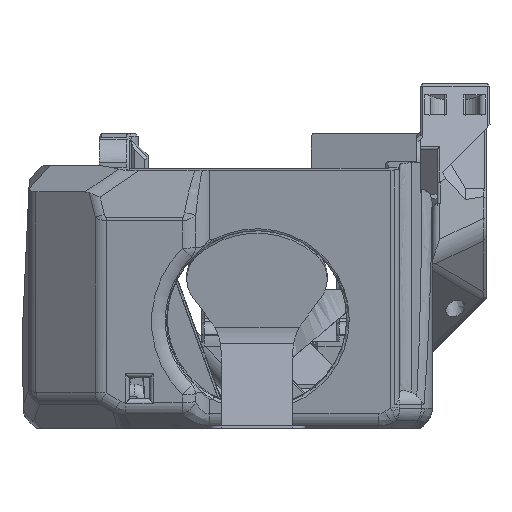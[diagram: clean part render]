
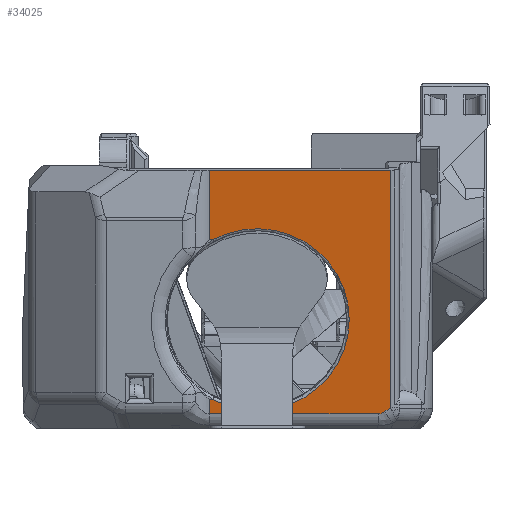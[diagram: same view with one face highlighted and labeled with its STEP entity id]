
A CAD part, left-side view. The second image highlights one B-rep face of the part: STEP entity #34025.
In plain terms, the highlighted planar face has unit normal (-0.985, 0, -0.174).
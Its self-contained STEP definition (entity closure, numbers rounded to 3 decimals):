
#965=ELLIPSE('',#36552,3.203,2.);
#1321=CIRCLE('',#35769,14.4);
#2424=B_SPLINE_CURVE_WITH_KNOTS('',3,(#55412,#55413,#55414,#55415),
 .UNSPECIFIED.,.F.,.F.,(4,4),(0.001,0.001),
 .UNSPECIFIED.);
#2446=B_SPLINE_CURVE_WITH_KNOTS('',3,(#55960,#55961,#55962,#55963),
 .UNSPECIFIED.,.F.,.F.,(4,4),(0.001,0.001),
 .UNSPECIFIED.);
#6267=ORIENTED_EDGE('',*,*,#15329,.T.);
#6268=ORIENTED_EDGE('',*,*,#13952,.T.);
#6269=ORIENTED_EDGE('',*,*,#15525,.T.);
#6270=ORIENTED_EDGE('',*,*,#15526,.T.);
#6271=ORIENTED_EDGE('',*,*,#15527,.T.);
#6272=ORIENTED_EDGE('',*,*,#15528,.F.);
#6273=ORIENTED_EDGE('',*,*,#15529,.F.);
#6274=ORIENTED_EDGE('',*,*,#15530,.F.);
#6275=ORIENTED_EDGE('',*,*,#15312,.F.);
#6276=ORIENTED_EDGE('',*,*,#15327,.T.);
#13952=EDGE_CURVE('',#19072,#19073,#1321,.T.);
#15312=EDGE_CURVE('',#20001,#20002,#22972,.T.);
#15327=EDGE_CURVE('',#20001,#20011,#22980,.F.);
#15329=EDGE_CURVE('',#20011,#19072,#2424,.F.);
#15525=EDGE_CURVE('',#19073,#20138,#2446,.T.);
#15526=EDGE_CURVE('',#20138,#20139,#23096,.F.);
#15527=EDGE_CURVE('',#20139,#20140,#23097,.T.);
#15528=EDGE_CURVE('',#20141,#20140,#965,.F.);
#15529=EDGE_CURVE('',#20142,#20141,#23098,.T.);
#15530=EDGE_CURVE('',#20002,#20142,#23099,.F.);
#19072=VERTEX_POINT('',#48614);
#19073=VERTEX_POINT('',#48615);
#20001=VERTEX_POINT('',#55346);
#20002=VERTEX_POINT('',#55348);
#20011=VERTEX_POINT('',#55384);
#20138=VERTEX_POINT('',#55964);
#20139=VERTEX_POINT('',#55966);
#20140=VERTEX_POINT('',#55968);
#20141=VERTEX_POINT('',#55970);
#20142=VERTEX_POINT('',#55972);
#22972=LINE('',#55347,#26035);
#22980=LINE('',#55385,#26043);
#23096=LINE('',#55965,#26159);
#23097=LINE('',#55967,#26160);
#23098=LINE('',#55971,#26161);
#23099=LINE('',#55973,#26162);
#26035=VECTOR('',#41224,1000.);
#26043=VECTOR('',#41250,1000.);
#26159=VECTOR('',#41588,1000.);
#26160=VECTOR('',#41589,1000.);
#26161=VECTOR('',#41592,1000.);
#26162=VECTOR('',#41593,1000.);
#28766=EDGE_LOOP('',(#6267,#6268,#6269,#6270,#6271,#6272,#6273,#6274,#6275,
#6276));
#30868=FACE_BOUND('',#28766,.T.);
#32595=PLANE('',#36551);
#34025=ADVANCED_FACE('',(#30868),#32595,.F.);
#35769=AXIS2_PLACEMENT_3D('',#48613,#39228,#39229);
#36551=AXIS2_PLACEMENT_3D('',#55959,#41586,#41587);
#36552=AXIS2_PLACEMENT_3D('',#55969,#41590,#41591);
#39228=DIRECTION('',(0.985,0.,0.174));
#39229=DIRECTION('',(0.174,0.,-0.985));
#41224=DIRECTION('',(0.,-1.,0.));
#41250=DIRECTION('',(-0.174,0.,0.985));
#41586=DIRECTION('',(0.985,0.,0.174));
#41587=DIRECTION('',(-0.174,0.,0.985));
#41588=DIRECTION('',(-0.174,0.,0.985));
#41589=DIRECTION('',(0.,-1.,0.));
#41590=DIRECTION('',(-0.985,0.,-0.174));
#41591=DIRECTION('',(-0.165,-0.304,0.938));
#41592=DIRECTION('',(0.097,0.829,-0.551));
#41593=DIRECTION('',(-0.174,0.,0.985));
#48613=CARTESIAN_POINT('',(-30.458,4.853,16.973));
#48614=CARTESIAN_POINT('',(-32.651,11.767,29.413));
#48615=CARTESIAN_POINT('',(-28.264,11.767,4.533));
#55346=CARTESIAN_POINT('',(-34.572,12.27,40.304));
#55347=CARTESIAN_POINT('',(-34.572,24.853,40.304));
#55348=CARTESIAN_POINT('',(-34.572,-16.002,40.304));
#55384=CARTESIAN_POINT('',(-32.66,12.27,29.463));
#55385=CARTESIAN_POINT('',(-31.185,12.27,21.099));
#55412=CARTESIAN_POINT('',(-32.651,11.767,29.413));
#55413=CARTESIAN_POINT('',(-32.654,11.935,29.425));
#55414=CARTESIAN_POINT('',(-32.657,12.103,29.442));
#55415=CARTESIAN_POINT('',(-32.66,12.27,29.463));
#55959=CARTESIAN_POINT('',(-31.185,24.853,21.099));
#55960=CARTESIAN_POINT('',(-28.264,11.767,4.533));
#55961=CARTESIAN_POINT('',(-28.262,11.935,4.52));
#55962=CARTESIAN_POINT('',(-28.259,12.103,4.503));
#55963=CARTESIAN_POINT('',(-28.255,12.27,4.482));
#55964=CARTESIAN_POINT('',(-28.255,12.27,4.482));
#55965=CARTESIAN_POINT('',(-31.185,12.27,21.099));
#55966=CARTESIAN_POINT('',(-27.864,12.27,2.262));
#55967=CARTESIAN_POINT('',(-27.864,-14.655,2.262));
#55968=CARTESIAN_POINT('',(-27.864,-14.07,2.262));
#55969=CARTESIAN_POINT('',(-28.404,-14.652,5.326));
#55970=CARTESIAN_POINT('',(-27.923,-15.07,2.597));
#55971=CARTESIAN_POINT('',(-27.821,-14.199,2.018));
#55972=CARTESIAN_POINT('',(-28.032,-16.002,3.216));
#55973=CARTESIAN_POINT('',(-7.663,-16.002,-112.301));
